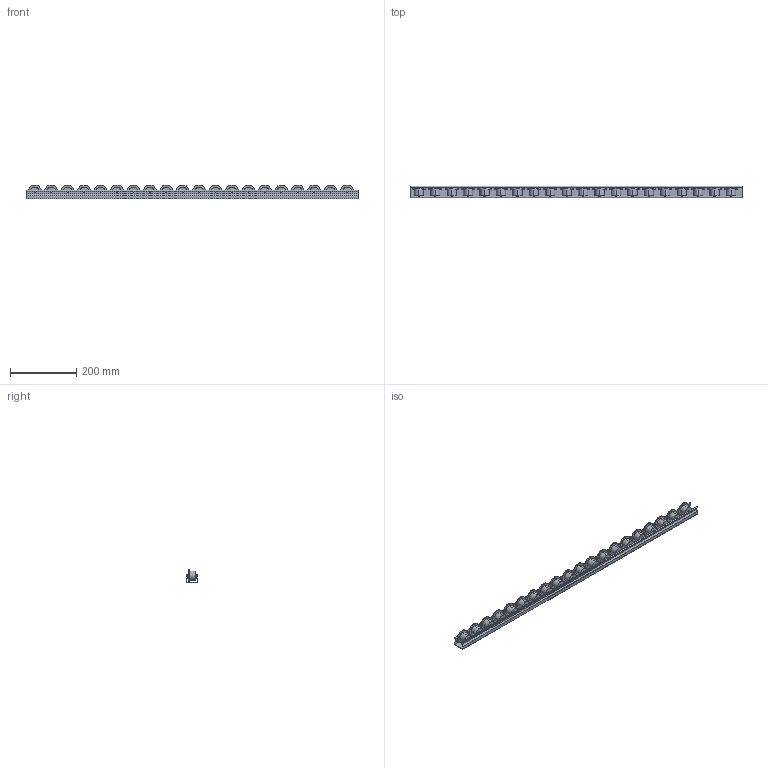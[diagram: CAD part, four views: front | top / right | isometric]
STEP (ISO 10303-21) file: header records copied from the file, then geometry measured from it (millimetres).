
FILE_DESCRIPTION(('STEP AP214'),'1');
FILE_NAME('cctmp_7A34FBD9-5ADF-4801-A642-604F35069591_2020_1_20_11_24_43_479..stp','2020-01-20T10:24:43',('Bosch Rexroth AG'),('CADClick - www.CADClick.com'),'Spatial InterOp 3D',' ','unknown authorization - (Healing Option Enabled)');
FILE_SCHEMA(('AUTOMOTIVE_DESIGN'));
Length unit declared in the file: millimetre
Products named in the file (1): 2020_01_20__11-24-43-473
Bounding box: 1000 x 35 x 42 mm (x, y, z)
Volume: 414086.9 mm3; surface area: 291788.7 mm2
Topology: 1 solids, 1 shells, 490 faces, 1044 edges, 696 vertices
Faces by surface type: cylinder 328, plane 162
Entity records: 17588 total; most frequent: DIRECTION 2682, CARTESIAN_POINT 2231, ORIENTED_EDGE 2088, AXIS2_PLACEMENT_3D 1147, EDGE_CURVE 1044, VERTEX_POINT 696, EDGE_LOOP 670, CIRCLE 656
